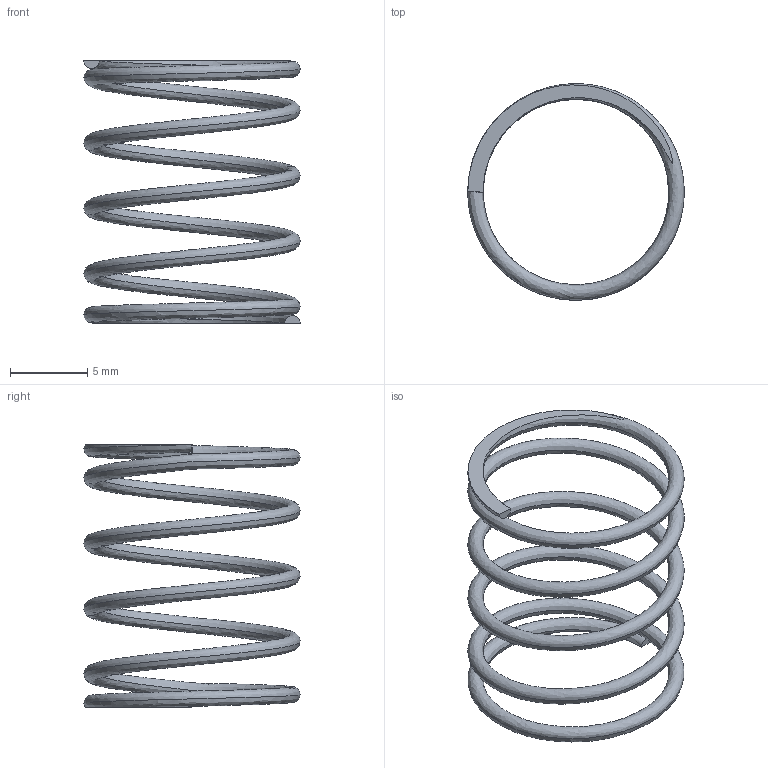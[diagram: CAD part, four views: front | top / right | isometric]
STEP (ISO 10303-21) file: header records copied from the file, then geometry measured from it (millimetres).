
FILE_DESCRIPTION(('STEP AP214'),'1');
FILE_NAME('cctmp_06CAB4C1-C1AE-4F71-B2F1-ED54CE891CBD_2023_9_21_13_28_41_509..stp','2023-09-21T11:28:41',('Gutekunst + Co.KG Federnfabriken'),('CADClick - www.CADClick.com'),'Spatial InterOp 3D',' ','unknown authorization');
FILE_SCHEMA(('AUTOMOTIVE_DESIGN'));
Length unit declared in the file: millimetre
Products named in the file (1): 2023_09_21__13-28-41-509
Bounding box: 14 x 14 x 17 mm (x, y, z)
Volume: 168.6 mm3; surface area: 699.8 mm2
Topology: 1 solids, 1 shells, 6 faces, 12 edges, 8 vertices
Faces by surface type: plane 4, bspline 2
Entity records: 3588 total; most frequent: CARTESIAN_POINT 3395, DIRECTION 24, ORIENTED_EDGE 24, EDGE_CURVE 12, AXIS2_PLACEMENT_3D 11, VERTEX_POINT 8, STYLED_ITEM 7, PRESENTATION_STYLE_ASSIGNMENT 7
